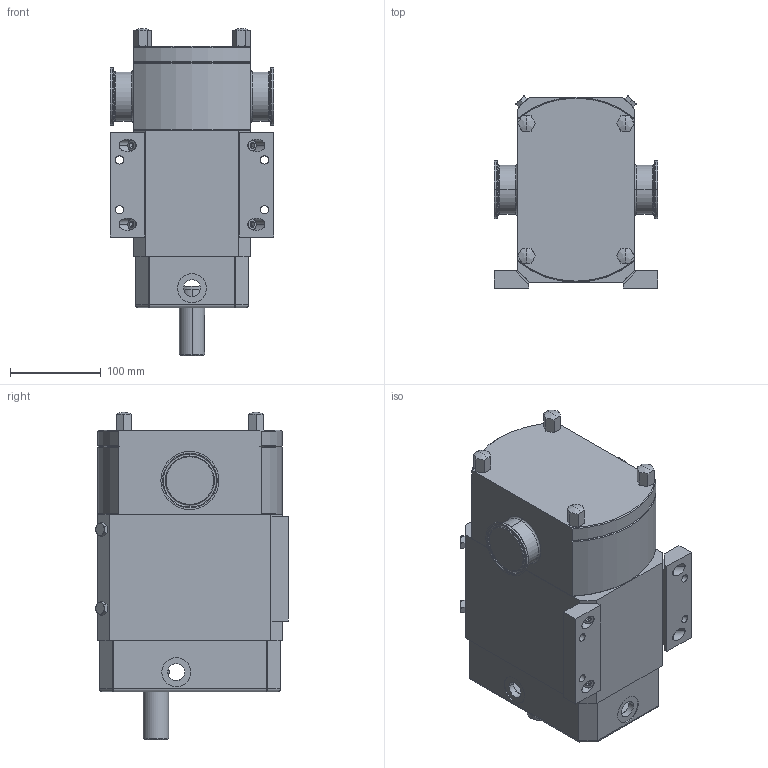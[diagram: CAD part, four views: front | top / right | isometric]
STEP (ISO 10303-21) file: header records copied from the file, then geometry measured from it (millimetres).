
FILE_DESCRIPTION((''),'2;1');
FILE_NAME('0688700033_SW0001','2018-09-24T11:08:48',('DS'),(''),'CREO PARAMETRIC BY PTC INC, 2017380','CREO PARAMETRIC BY PTC INC, 2017380','');
FILE_SCHEMA(('CONFIG_CONTROL_DESIGN'));
Length unit declared in the file: millimetre
Products named in the file (1): 0688700033_SW0001
Bounding box: 180 x 212.33 x 361.15 mm (x, y, z)
Volume: 6610510.1 mm3; surface area: 354635.2 mm2
Topology: 2 solids, 4 shells, 449 faces, 1062 edges, 639 vertices
Faces by surface type: plane 177, cylinder 128, cone 84, torus 36, bspline 16, sphere 8
Entity records: 15420 total; most frequent: CARTESIAN_POINT 5282, DIRECTION 2103, ORIENTED_EDGE 2080, EDGE_CURVE 1040, AXIS2_PLACEMENT_3D 827, VERTEX_POINT 639, EDGE_LOOP 513, VECTOR 449
